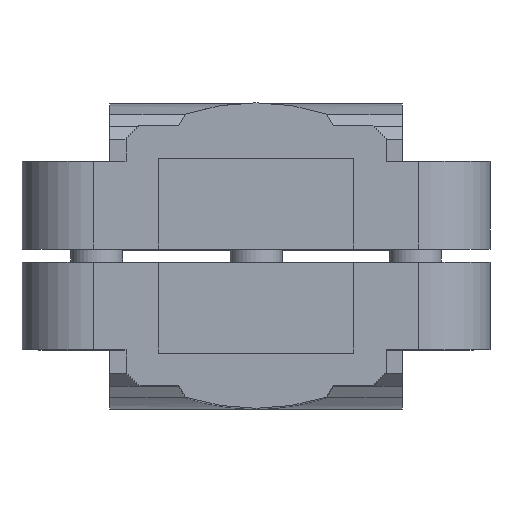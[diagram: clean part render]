
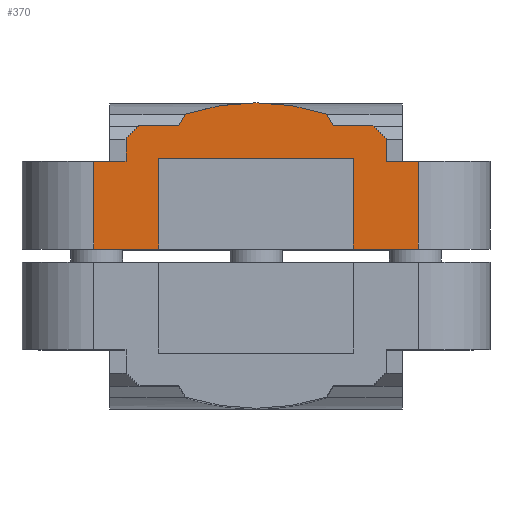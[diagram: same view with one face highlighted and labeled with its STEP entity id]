
A CAD part, top view. The second image highlights one B-rep face of the part: STEP entity #370.
In plain terms, the highlighted planar face has unit normal (0, 0, 1).
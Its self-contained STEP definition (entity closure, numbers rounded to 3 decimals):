
#370 = ADVANCED_FACE( '', ( #908 ), #909, .T. );
#908 = FACE_OUTER_BOUND( '', #1641, .T. );
#909 = PLANE( '', #1642 );
#1641 = EDGE_LOOP( '', ( #2706, #2707, #2708, #2709, #2710, #2711, #2712, #2713, #2714, #2715, #2716, #2717, #2718, #2719, #2720, #2721, #2722, #2723 ) );
#1642 = AXIS2_PLACEMENT_3D( '', #2724, #2725, #2726 );
#2706 = ORIENTED_EDGE( '', *, *, #4465, .F. );
#2707 = ORIENTED_EDGE( '', *, *, #4363, .F. );
#2708 = ORIENTED_EDGE( '', *, *, #4513, .F. );
#2709 = ORIENTED_EDGE( '', *, *, #4514, .T. );
#2710 = ORIENTED_EDGE( '', *, *, #4480, .F. );
#2711 = ORIENTED_EDGE( '', *, *, #4515, .F. );
#2712 = ORIENTED_EDGE( '', *, *, #4516, .T. );
#2713 = ORIENTED_EDGE( '', *, *, #4517, .T. );
#2714 = ORIENTED_EDGE( '', *, *, #4258, .T. );
#2715 = ORIENTED_EDGE( '', *, *, #4518, .T. );
#2716 = ORIENTED_EDGE( '', *, *, #4456, .T. );
#2717 = ORIENTED_EDGE( '', *, *, #4519, .T. );
#2718 = ORIENTED_EDGE( '', *, *, #4520, .T. );
#2719 = ORIENTED_EDGE( '', *, *, #4521, .T. );
#2720 = ORIENTED_EDGE( '', *, *, #4522, .T. );
#2721 = ORIENTED_EDGE( '', *, *, #4523, .F. );
#2722 = ORIENTED_EDGE( '', *, *, #4524, .T. );
#2723 = ORIENTED_EDGE( '', *, *, #4525, .T. );
#2724 = CARTESIAN_POINT( '', ( 0., 11.5, 80. ) );
#2725 = DIRECTION( '', ( 0., 0., 1. ) );
#2726 = DIRECTION( '', ( 1., 0., 0. ) );
#4258 = EDGE_CURVE( '', #5097, #5095, #5098, .T. );
#4363 = EDGE_CURVE( '', #5275, #5276, #5277, .T. );
#4456 = EDGE_CURVE( '', #5432, #5430, #5433, .T. );
#4465 = EDGE_CURVE( '', #5276, #5445, #5446, .T. );
#4480 = EDGE_CURVE( '', #5468, #5464, #5470, .T. );
#4513 = EDGE_CURVE( '', #5521, #5275, #5522, .T. );
#4514 = EDGE_CURVE( '', #5521, #5464, #5523, .T. );
#4515 = EDGE_CURVE( '', #5524, #5468, #5525, .T. );
#4516 = EDGE_CURVE( '', #5524, #5526, #5527, .T. );
#4517 = EDGE_CURVE( '', #5526, #5097, #5528, .T. );
#4518 = EDGE_CURVE( '', #5095, #5432, #5529, .T. );
#4519 = EDGE_CURVE( '', #5430, #5530, #5531, .T. );
#4520 = EDGE_CURVE( '', #5530, #5532, #5533, .T. );
#4521 = EDGE_CURVE( '', #5532, #5534, #5535, .T. );
#4522 = EDGE_CURVE( '', #5534, #5536, #5537, .T. );
#4523 = EDGE_CURVE( '', #5538, #5536, #5539, .T. );
#4524 = EDGE_CURVE( '', #5538, #5540, #5541, .T. );
#4525 = EDGE_CURVE( '', #5540, #5445, #5542, .T. );
#5095 = VERTEX_POINT( '', #6322 );
#5097 = VERTEX_POINT( '', #6325 );
#5098 = LINE( '', #6326, #6327 );
#5275 = VERTEX_POINT( '', #6580 );
#5276 = VERTEX_POINT( '', #6581 );
#5277 = LINE( '', #6582, #6583 );
#5430 = VERTEX_POINT( '', #6888 );
#5432 = VERTEX_POINT( '', #6891 );
#5433 = CIRCLE( '', #6892, 35. );
#5445 = VERTEX_POINT( '', #6908 );
#5446 = LINE( '', #6909, #6910 );
#5464 = VERTEX_POINT( '', #6936 );
#5468 = VERTEX_POINT( '', #6941 );
#5470 = LINE( '', #6943, #6944 );
#5521 = VERTEX_POINT( '', #7018 );
#5522 = LINE( '', #7019, #7020 );
#5523 = LINE( '', #7021, #7022 );
#5524 = VERTEX_POINT( '', #7023 );
#5525 = LINE( '', #7024, #7025 );
#5526 = VERTEX_POINT( '', #7026 );
#5527 = LINE( '', #7027, #7028 );
#5528 = LINE( '', #7029, #7030 );
#5529 = LINE( '', #7031, #7032 );
#5530 = VERTEX_POINT( '', #7033 );
#5531 = LINE( '', #7034, #7035 );
#5532 = VERTEX_POINT( '', #7036 );
#5533 = LINE( '', #7037, #7038 );
#5534 = VERTEX_POINT( '', #7039 );
#5535 = LINE( '', #7040, #7041 );
#5536 = VERTEX_POINT( '', #7042 );
#5537 = LINE( '', #7043, #7044 );
#5538 = VERTEX_POINT( '', #7045 );
#5539 = LINE( '', #7046, #7047 );
#5540 = VERTEX_POINT( '', #7048 );
#5541 = LINE( '', #7049, #7050 );
#5542 = LINE( '', #7051, #7052 );
#6322 = CARTESIAN_POINT( '', ( 11.9, 20., 80. ) );
#6325 = CARTESIAN_POINT( '', ( 18., 20., 80. ) );
#6326 = CARTESIAN_POINT( '', ( 18., 20., 80. ) );
#6327 = VECTOR( '', #8111, 1000. );
#6580 = CARTESIAN_POINT( '', ( 15., 15., 80. ) );
#6581 = CARTESIAN_POINT( '', ( -15., 15., 80. ) );
#6582 = CARTESIAN_POINT( '', ( 0., 15., 80. ) );
#6583 = VECTOR( '', #8206, 1000. );
#6888 = CARTESIAN_POINT( '', ( -10.881, 21.766, 80. ) );
#6891 = CARTESIAN_POINT( '', ( 10.881, 21.766, 80. ) );
#6892 = AXIS2_PLACEMENT_3D( '', #8305, #8306, #8307 );
#6908 = CARTESIAN_POINT( '', ( -15., 1., 80. ) );
#6909 = CARTESIAN_POINT( '', ( -15., 11.5, 80. ) );
#6910 = VECTOR( '', #8315, 1000. );
#6936 = CARTESIAN_POINT( '', ( 25., 1., 80. ) );
#6941 = CARTESIAN_POINT( '', ( 25., 14.5, 80. ) );
#6943 = CARTESIAN_POINT( '', ( 25., 14.5, 80. ) );
#6944 = VECTOR( '', #8331, 1000. );
#7018 = CARTESIAN_POINT( '', ( 15., 1., 80. ) );
#7019 = CARTESIAN_POINT( '', ( 15., 11.5, 80. ) );
#7020 = VECTOR( '', #8358, 1000. );
#7021 = CARTESIAN_POINT( '', ( 0., 1., 80. ) );
#7022 = VECTOR( '', #8359, 1000. );
#7023 = CARTESIAN_POINT( '', ( 20., 14.5, 80. ) );
#7024 = CARTESIAN_POINT( '', ( 18., 14.5, 80. ) );
#7025 = VECTOR( '', #8360, 1000. );
#7026 = CARTESIAN_POINT( '', ( 20., 18., 80. ) );
#7027 = CARTESIAN_POINT( '', ( 20., -18., 80. ) );
#7028 = VECTOR( '', #8361, 1000. );
#7029 = CARTESIAN_POINT( '', ( 20., 18., 80. ) );
#7030 = VECTOR( '', #8362, 1000. );
#7031 = CARTESIAN_POINT( '', ( 11.9, 20., 80. ) );
#7032 = VECTOR( '', #8363, 1000. );
#7033 = CARTESIAN_POINT( '', ( -11.9, 20., 80. ) );
#7034 = CARTESIAN_POINT( '', ( -10.881, 21.766, 80. ) );
#7035 = VECTOR( '', #8364, 1000. );
#7036 = CARTESIAN_POINT( '', ( -18., 20., 80. ) );
#7037 = CARTESIAN_POINT( '', ( -11.9, 20., 80. ) );
#7038 = VECTOR( '', #8365, 1000. );
#7039 = CARTESIAN_POINT( '', ( -20., 18., 80. ) );
#7040 = CARTESIAN_POINT( '', ( -18., 20., 80. ) );
#7041 = VECTOR( '', #8366, 1000. );
#7042 = CARTESIAN_POINT( '', ( -20., 14.5, 80. ) );
#7043 = CARTESIAN_POINT( '', ( -20., 18., 80. ) );
#7044 = VECTOR( '', #8367, 1000. );
#7045 = CARTESIAN_POINT( '', ( -25., 14.5, 80. ) );
#7046 = CARTESIAN_POINT( '', ( -25., 14.5, 80. ) );
#7047 = VECTOR( '', #8368, 1000. );
#7048 = CARTESIAN_POINT( '', ( -25., 1., 80. ) );
#7049 = CARTESIAN_POINT( '', ( -25., 14.5, 80. ) );
#7050 = VECTOR( '', #8369, 1000. );
#7051 = CARTESIAN_POINT( '', ( 0., 1., 80. ) );
#7052 = VECTOR( '', #8370, 1000. );
#8111 = DIRECTION( '', ( -1., 0., 0. ) );
#8206 = DIRECTION( '', ( -1., 0., 0. ) );
#8305 = CARTESIAN_POINT( '', ( 0., -11.5, 80. ) );
#8306 = DIRECTION( '', ( 0., 0., 1. ) );
#8307 = DIRECTION( '', ( 1., 0., 0. ) );
#8315 = DIRECTION( '', ( 0., -1., 0. ) );
#8331 = DIRECTION( '', ( 0., -1., 0. ) );
#8358 = DIRECTION( '', ( 0., 1., 0. ) );
#8359 = DIRECTION( '', ( 1., 0., 0. ) );
#8360 = DIRECTION( '', ( 1., 0., 0. ) );
#8361 = DIRECTION( '', ( 0., 1., 0. ) );
#8362 = DIRECTION( '', ( -0.707, 0.707, 0. ) );
#8363 = DIRECTION( '', ( -0.5, 0.866, 0. ) );
#8364 = DIRECTION( '', ( -0.5, -0.866, 0. ) );
#8365 = DIRECTION( '', ( -1., 0., 0. ) );
#8366 = DIRECTION( '', ( -0.707, -0.707, 0. ) );
#8367 = DIRECTION( '', ( 0., -1., 0. ) );
#8368 = DIRECTION( '', ( 1., 0., 0. ) );
#8369 = DIRECTION( '', ( 0., -1., 0. ) );
#8370 = DIRECTION( '', ( 1., 0., 0. ) );
